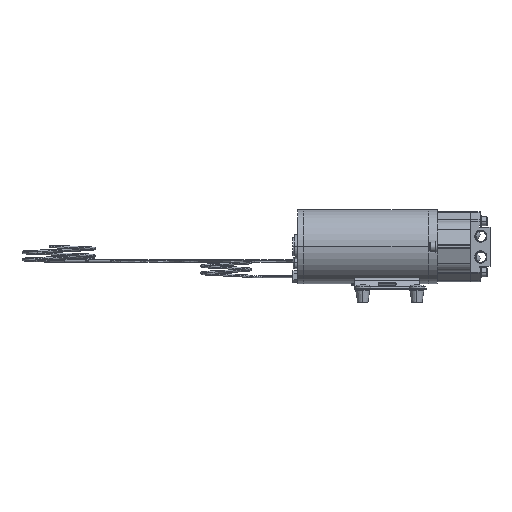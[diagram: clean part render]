
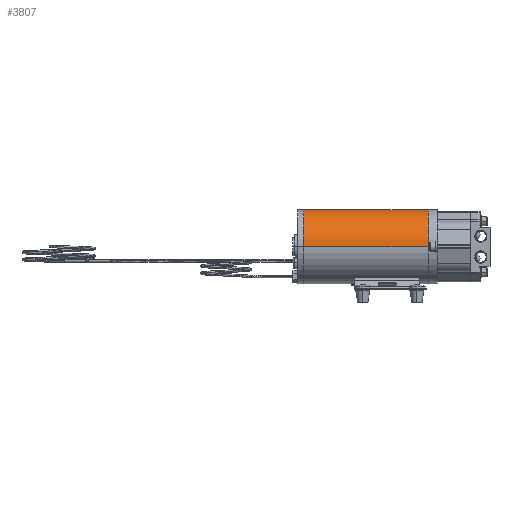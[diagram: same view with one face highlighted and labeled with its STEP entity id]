
A CAD part, top view. The second image highlights one B-rep face of the part: STEP entity #3807.
In plain terms, the highlighted cylindrical face has radius 38.989 mm (diameter 77.978 mm), a partial arc.
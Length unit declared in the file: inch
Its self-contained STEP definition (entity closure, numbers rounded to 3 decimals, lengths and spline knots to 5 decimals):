
#47 = CARTESIAN_POINT ( 'NONE',  ( -5.53, 0., 0. ) ) ;
#2152 = DIRECTION ( 'NONE',  ( 0., 0., -1. ) ) ;
#3807 = ADVANCED_FACE ( 'NONE', ( #9783 ), #14742, .T. ) ;
#4988 = LINE ( 'NONE', #18975, #16212 ) ;
#6319 = DIRECTION ( 'NONE',  ( 1., 0., 0. ) ) ;
#6822 = VERTEX_POINT ( 'NONE', #9395 ) ;
#6831 = DIRECTION ( 'NONE',  ( 0., 0., -1. ) ) ;
#7968 = ORIENTED_EDGE ( 'NONE', *, *, #14358, .F. ) ;
#8453 = VECTOR ( 'NONE', #22945, 39.37008 ) ;
#8544 = EDGE_CURVE ( 'NONE', #26628, #6822, #9277, .T. ) ;
#9149 = CARTESIAN_POINT ( 'NONE',  ( -0.375, 0., 0. ) ) ;
#9277 = CIRCLE ( 'NONE', #25496, 1.535 ) ;
#9296 = ORIENTED_EDGE ( 'NONE', *, *, #19934, .T. ) ;
#9395 = CARTESIAN_POINT ( 'NONE',  ( -5.53, 0., 1.535 ) ) ;
#9783 = FACE_OUTER_BOUND ( 'NONE', #22527, .T. ) ;
#10887 = CARTESIAN_POINT ( 'NONE',  ( -0.375, 0., -1.535 ) ) ;
#11272 = DIRECTION ( 'NONE',  ( 0., 0., -1. ) ) ;
#13194 = CARTESIAN_POINT ( 'NONE',  ( 1.01456, 0., 0. ) ) ;
#13695 = AXIS2_PLACEMENT_3D ( 'NONE', #13194, #25870, #6831 ) ;
#14358 = EDGE_CURVE ( 'NONE', #26628, #14998, #14725, .T. ) ;
#14725 = LINE ( 'NONE', #24903, #8453 ) ;
#14742 = CYLINDRICAL_SURFACE ( 'NONE', #13695, 1.535 ) ;
#14780 = DIRECTION ( 'NONE',  ( 1., 0., 0. ) ) ;
#14998 = VERTEX_POINT ( 'NONE', #10887 ) ;
#16212 = VECTOR ( 'NONE', #6319, 39.37008 ) ;
#16817 = VERTEX_POINT ( 'NONE', #17986 ) ;
#17955 = CIRCLE ( 'NONE', #21797, 1.535 ) ;
#17986 = CARTESIAN_POINT ( 'NONE',  ( -0.375, 0., 1.535 ) ) ;
#18975 = CARTESIAN_POINT ( 'NONE',  ( 1.01456, 0., 1.535 ) ) ;
#19934 = EDGE_CURVE ( 'NONE', #6822, #16817, #4988, .T. ) ;
#20225 = ORIENTED_EDGE ( 'NONE', *, *, #8544, .T. ) ;
#21797 = AXIS2_PLACEMENT_3D ( 'NONE', #9149, #23923, #11272 ) ;
#21883 = CARTESIAN_POINT ( 'NONE',  ( -5.53, 0., -1.535 ) ) ;
#22527 = EDGE_LOOP ( 'NONE', ( #20225, #9296, #23715, #7968 ) ) ;
#22945 = DIRECTION ( 'NONE',  ( 1., 0., 0. ) ) ;
#23715 = ORIENTED_EDGE ( 'NONE', *, *, #24270, .F. ) ;
#23923 = DIRECTION ( 'NONE',  ( 1., 0., 0. ) ) ;
#24270 = EDGE_CURVE ( 'NONE', #14998, #16817, #17955, .T. ) ;
#24903 = CARTESIAN_POINT ( 'NONE',  ( 1.01456, 0., -1.535 ) ) ;
#25496 = AXIS2_PLACEMENT_3D ( 'NONE', #47, #14780, #2152 ) ;
#25870 = DIRECTION ( 'NONE',  ( 1., 0., 0. ) ) ;
#26628 = VERTEX_POINT ( 'NONE', #21883 ) ;
